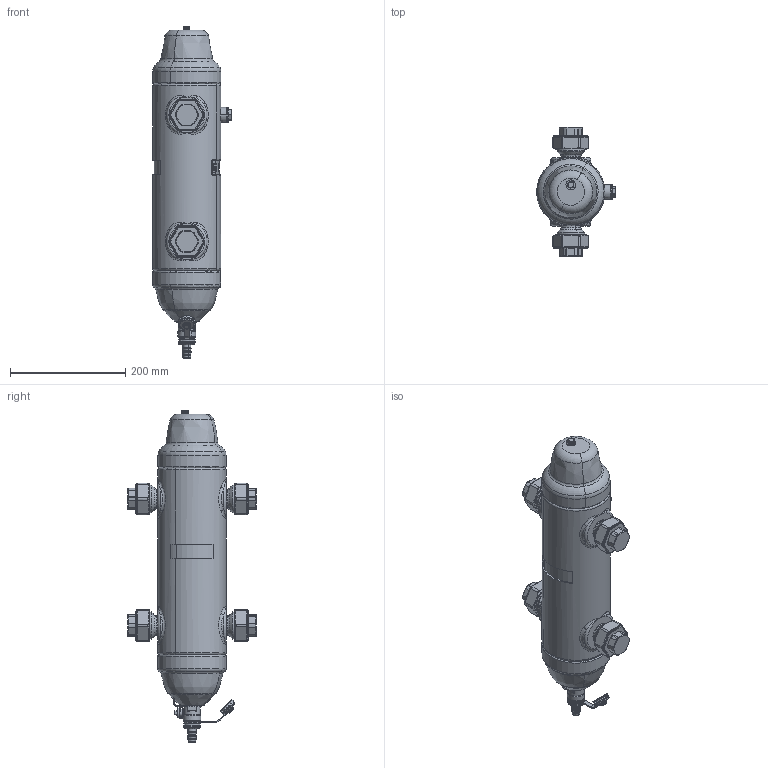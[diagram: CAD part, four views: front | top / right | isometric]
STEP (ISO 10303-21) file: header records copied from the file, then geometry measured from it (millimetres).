
FILE_DESCRIPTION(('CATIA V5 STEP Exchange'),'2;1');
FILE_NAME('STEP_549506_-_TST.stp','2017-10-03T06:18:42+00:00',('none'),('none'),'CATIA Version 5-6 Release 2016 SP4','CATIA V5 STEP AP203','none');
FILE_SCHEMA(('CONFIG_CONTROL_DESIGN'));
Length unit declared in the file: millimetre
Products named in the file (1): 549506 - TST
Bounding box: 136.55 x 224 x 576.8 mm (x, y, z)
Volume: 5429111.9 mm3; surface area: 256500.2 mm2
Topology: 1 solids, 3 shells, 2197 faces, 5534 edges, 3235 vertices
Faces by surface type: cylinder 760, bspline 609, plane 339, torus 218, sphere 148, cone 103, revolution 20
Entity records: 97828 total; most frequent: CARTESIAN_POINT 55039, ORIENTED_EDGE 10734, EDGE_CURVE 5367, DIRECTION 5329, VERTEX_POINT 3235, AXIS2_PLACEMENT_3D 2851, EDGE_LOOP 2266, ADVANCED_FACE 2197
